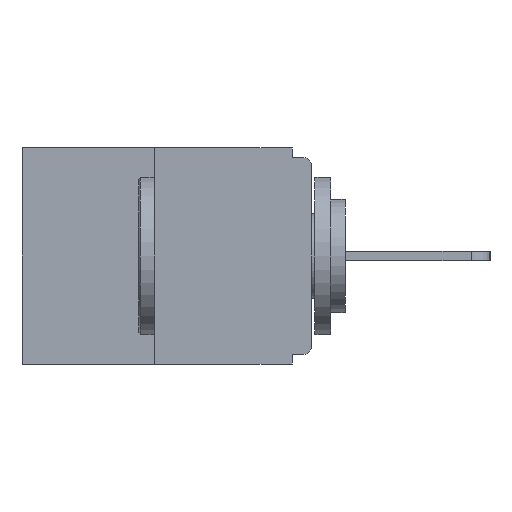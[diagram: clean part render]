
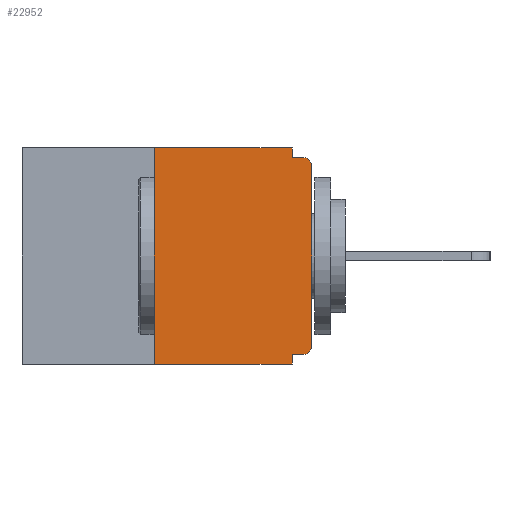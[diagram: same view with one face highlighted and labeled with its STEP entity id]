
A CAD part, left-side view. The second image highlights one B-rep face of the part: STEP entity #22952.
In plain terms, the highlighted planar face has unit normal (-1, 0, 0).
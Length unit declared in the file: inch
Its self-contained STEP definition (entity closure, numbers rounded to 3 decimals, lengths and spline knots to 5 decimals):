
#46 = CARTESIAN_POINT ( 'NONE',  ( 0., 0.031, 0. ) ) ;
#565 = EDGE_CURVE ( 'NONE', #10280, #11622, #22002, .T. ) ;
#720 = LINE ( 'NONE', #17804, #24125 ) ;
#878 = CARTESIAN_POINT ( 'NONE',  ( 0., 0.46, 0. ) ) ;
#886 = CARTESIAN_POINT ( 'NONE',  ( 0., 0.25, 0. ) ) ;
#2487 = LINE ( 'NONE', #21929, #22189 ) ;
#2870 = VECTOR ( 'NONE', #6564, 39.37008 ) ;
#3494 = CARTESIAN_POINT ( 'NONE',  ( 0., 0.015, -0.328 ) ) ;
#3516 = ORIENTED_EDGE ( 'NONE', *, *, #10748, .F. ) ;
#3573 = CARTESIAN_POINT ( 'NONE',  ( 0., 0.25, 0. ) ) ;
#3745 = ORIENTED_EDGE ( 'NONE', *, *, #565, .T. ) ;
#3760 = DIRECTION ( 'NONE',  ( 0., 0., -1. ) ) ;
#3885 = FACE_OUTER_BOUND ( 'NONE', #14562, .T. ) ;
#3952 = ORIENTED_EDGE ( 'NONE', *, *, #10773, .F. ) ;
#4118 = EDGE_CURVE ( 'NONE', #7829, #24091, #22462, .T. ) ;
#4328 = LINE ( 'NONE', #6302, #11674 ) ;
#4444 = LINE ( 'NONE', #21188, #13645 ) ;
#4702 = EDGE_CURVE ( 'NONE', #8273, #14708, #19214, .T. ) ;
#4841 = EDGE_CURVE ( 'NONE', #13335, #10977, #17611, .T. ) ;
#4953 = DIRECTION ( 'NONE',  ( 0., -1., 0. ) ) ;
#5071 = DIRECTION ( 'NONE',  ( 0., -1., 0. ) ) ;
#5552 = CARTESIAN_POINT ( 'NONE',  ( 0., 0.031, 0. ) ) ;
#5708 = DIRECTION ( 'NONE',  ( 0., 0., -1. ) ) ;
#5935 = ORIENTED_EDGE ( 'NONE', *, *, #4118, .T. ) ;
#6302 = CARTESIAN_POINT ( 'NONE',  ( 0., 0.031, -0.343 ) ) ;
#6475 = ORIENTED_EDGE ( 'NONE', *, *, #18736, .F. ) ;
#6564 = DIRECTION ( 'NONE',  ( 0., 0., 1. ) ) ;
#7084 = CARTESIAN_POINT ( 'NONE',  ( 0., 0.015, -0.313 ) ) ;
#7829 = VERTEX_POINT ( 'NONE', #3494 ) ;
#7948 = CARTESIAN_POINT ( 'NONE',  ( 0., 0.015, -0.015 ) ) ;
#7989 = EDGE_CURVE ( 'NONE', #10977, #8273, #2487, .T. ) ;
#8273 = VERTEX_POINT ( 'NONE', #5552 ) ;
#8287 = CARTESIAN_POINT ( 'NONE',  ( 0., 0.031, -0.343 ) ) ;
#8396 = CARTESIAN_POINT ( 'NONE',  ( 0., 0.46, -0.343 ) ) ;
#8585 = LINE ( 'NONE', #19881, #11766 ) ;
#9790 = CARTESIAN_POINT ( 'NONE',  ( 0., 0.25, -0.343 ) ) ;
#9873 = PLANE ( 'NONE',  #10475 ) ;
#10280 = VERTEX_POINT ( 'NONE', #18510 ) ;
#10475 = AXIS2_PLACEMENT_3D ( 'NONE', #878, #22589, #3760 ) ;
#10748 = EDGE_CURVE ( 'NONE', #12623, #19660, #4328, .T. ) ;
#10773 = EDGE_CURVE ( 'NONE', #14708, #11622, #4444, .T. ) ;
#10801 = CARTESIAN_POINT ( 'NONE',  ( 0., 0.031, -0.328 ) ) ;
#10977 = VERTEX_POINT ( 'NONE', #3573 ) ;
#11310 = ORIENTED_EDGE ( 'NONE', *, *, #14372, .T. ) ;
#11622 = VERTEX_POINT ( 'NONE', #7948 ) ;
#11674 = VECTOR ( 'NONE', #22917, 39.37008 ) ;
#11766 = VECTOR ( 'NONE', #16064, 39.37008 ) ;
#11943 = DIRECTION ( 'NONE',  ( 0., -1., 0. ) ) ;
#12623 = VERTEX_POINT ( 'NONE', #10801 ) ;
#12679 = LINE ( 'NONE', #8396, #14528 ) ;
#13100 = CARTESIAN_POINT ( 'NONE',  ( 0., 0., -0.313 ) ) ;
#13335 = VERTEX_POINT ( 'NONE', #9790 ) ;
#13354 = AXIS2_PLACEMENT_3D ( 'NONE', #20008, #23850, #17919 ) ;
#13645 = VECTOR ( 'NONE', #11943, 39.37008 ) ;
#14372 = EDGE_CURVE ( 'NONE', #24091, #10280, #8585, .T. ) ;
#14528 = VECTOR ( 'NONE', #4953, 39.37008 ) ;
#14562 = EDGE_LOOP ( 'NONE', ( #15191, #20805, #15157, #3516, #6475, #5935, #11310, #3745, #3952, #19307 ) ) ;
#14563 = DIRECTION ( 'NONE',  ( -1., 0., 0. ) ) ;
#14708 = VERTEX_POINT ( 'NONE', #14972 ) ;
#14968 = AXIS2_PLACEMENT_3D ( 'NONE', #7084, #14563, #18500 ) ;
#14972 = CARTESIAN_POINT ( 'NONE',  ( 0., 0.031, -0.015 ) ) ;
#15157 = ORIENTED_EDGE ( 'NONE', *, *, #15435, .T. ) ;
#15191 = ORIENTED_EDGE ( 'NONE', *, *, #7989, .F. ) ;
#15435 = EDGE_CURVE ( 'NONE', #13335, #19660, #12679, .T. ) ;
#15831 = DIRECTION ( 'NONE',  ( 0., 1., 0. ) ) ;
#16064 = DIRECTION ( 'NONE',  ( 0., 0., 1. ) ) ;
#17611 = LINE ( 'NONE', #886, #2870 ) ;
#17804 = CARTESIAN_POINT ( 'NONE',  ( 0., 0., -0.328 ) ) ;
#17919 = DIRECTION ( 'NONE',  ( 0., 0., -1. ) ) ;
#18500 = DIRECTION ( 'NONE',  ( 0., 0., -1. ) ) ;
#18510 = CARTESIAN_POINT ( 'NONE',  ( 0., 0., -0.03 ) ) ;
#18736 = EDGE_CURVE ( 'NONE', #7829, #12623, #720, .T. ) ;
#19214 = LINE ( 'NONE', #46, #23717 ) ;
#19307 = ORIENTED_EDGE ( 'NONE', *, *, #4702, .F. ) ;
#19660 = VERTEX_POINT ( 'NONE', #8287 ) ;
#19881 = CARTESIAN_POINT ( 'NONE',  ( 0., 0., 0. ) ) ;
#20008 = CARTESIAN_POINT ( 'NONE',  ( 0., 0.015, -0.03 ) ) ;
#20805 = ORIENTED_EDGE ( 'NONE', *, *, #4841, .F. ) ;
#21188 = CARTESIAN_POINT ( 'NONE',  ( 0., 0., -0.015 ) ) ;
#21929 = CARTESIAN_POINT ( 'NONE',  ( 0., 0.46, 0. ) ) ;
#22002 = CIRCLE ( 'NONE', #13354, 0.015 ) ;
#22189 = VECTOR ( 'NONE', #5071, 39.37008 ) ;
#22462 = CIRCLE ( 'NONE', #14968, 0.015 ) ;
#22589 = DIRECTION ( 'NONE',  ( 1., 0., 0. ) ) ;
#22917 = DIRECTION ( 'NONE',  ( 0., 0., -1. ) ) ;
#22952 = ADVANCED_FACE ( 'NONE', ( #3885 ), #9873, .F. ) ;
#23717 = VECTOR ( 'NONE', #5708, 39.37008 ) ;
#23850 = DIRECTION ( 'NONE',  ( -1., 0., 0. ) ) ;
#24091 = VERTEX_POINT ( 'NONE', #13100 ) ;
#24125 = VECTOR ( 'NONE', #15831, 39.37008 ) ;
